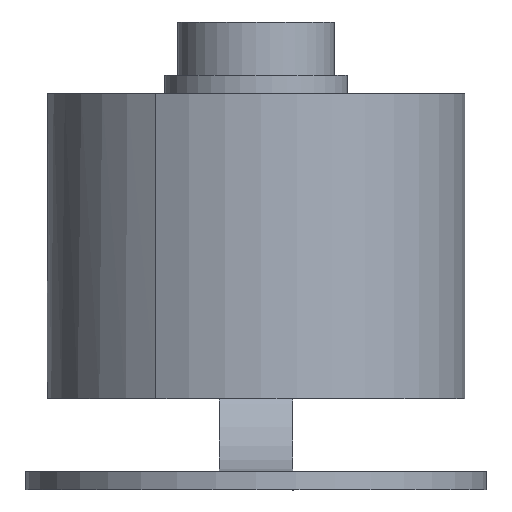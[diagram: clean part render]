
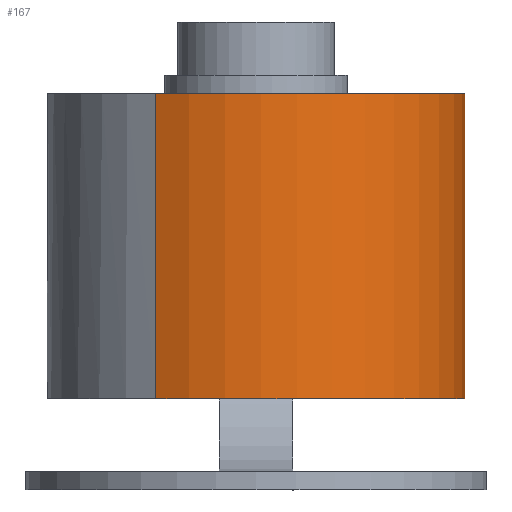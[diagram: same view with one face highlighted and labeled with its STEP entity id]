
A CAD part, front view. The second image highlights one B-rep face of the part: STEP entity #167.
In plain terms, the highlighted cylindrical face has radius 11.347 mm (diameter 22.694 mm), a partial arc.
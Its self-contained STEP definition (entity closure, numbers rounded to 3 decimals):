
#115=AXIS2_PLACEMENT_3D('Circle Axis2P3D',#113,#114,$) ;
#140=AXIS2_PLACEMENT_3D('Cylinder Axis2P3D',#137,#138,#139) ;
#151=AXIS2_PLACEMENT_3D('Circle Axis2P3D',#149,#150,$) ;
#113=CARTESIAN_POINT('Axis2P3D Location',(12.5,12.5,4.95)) ;
#117=CARTESIAN_POINT('Vertex',(17.94,22.458,4.95)) ;
#119=CARTESIAN_POINT('Vertex',(7.06,2.542,4.95)) ;
#137=CARTESIAN_POINT('Axis2P3D Location',(12.5,12.5,13.242)) ;
#142=CARTESIAN_POINT('Line Origine',(17.94,22.458,13.242)) ;
#146=CARTESIAN_POINT('Vertex',(17.94,22.458,21.533)) ;
#149=CARTESIAN_POINT('Axis2P3D Location',(12.5,12.5,21.533)) ;
#153=CARTESIAN_POINT('Vertex',(7.06,2.542,21.533)) ;
#156=CARTESIAN_POINT('Line Origine',(7.06,2.542,13.242)) ;
#114=DIRECTION('Axis2P3D Direction',(0.,0.,-1.)) ;
#138=DIRECTION('Axis2P3D Direction',(0.,0.,-1.)) ;
#139=DIRECTION('Axis2P3D XDirection',(-0.479,-0.878,0.)) ;
#143=DIRECTION('Vector Direction',(0.,0.,-1.)) ;
#150=DIRECTION('Axis2P3D Direction',(0.,0.,-1.)) ;
#157=DIRECTION('Vector Direction',(0.,0.,-1.)) ;
#144=VECTOR('Line Direction',#143,1.) ;
#158=VECTOR('Line Direction',#157,1.) ;
#162=ORIENTED_EDGE('',*,*,#121,.F.) ;
#163=ORIENTED_EDGE('',*,*,#148,.T.) ;
#164=ORIENTED_EDGE('',*,*,#155,.T.) ;
#165=ORIENTED_EDGE('',*,*,#160,.F.) ;
#167=ADVANCED_FACE('Kappe',(#166),#141,.T.) ;
#116=CIRCLE('generated circle',#115,11.347) ;
#152=CIRCLE('generated circle',#151,11.347) ;
#141=CYLINDRICAL_SURFACE('generated cylinder',#140,11.347) ;
#121=EDGE_CURVE('',#118,#120,#116,.T.) ;
#148=EDGE_CURVE('',#118,#147,#145,.F.) ;
#155=EDGE_CURVE('',#147,#154,#152,.T.) ;
#160=EDGE_CURVE('',#120,#154,#159,.F.) ;
#161=EDGE_LOOP('',(#162,#163,#164,#165)) ;
#166=FACE_OUTER_BOUND('',#161,.T.) ;
#145=LINE('Line',#142,#144) ;
#159=LINE('Line',#156,#158) ;
#118=VERTEX_POINT('',#117) ;
#120=VERTEX_POINT('',#119) ;
#147=VERTEX_POINT('',#146) ;
#154=VERTEX_POINT('',#153) ;
